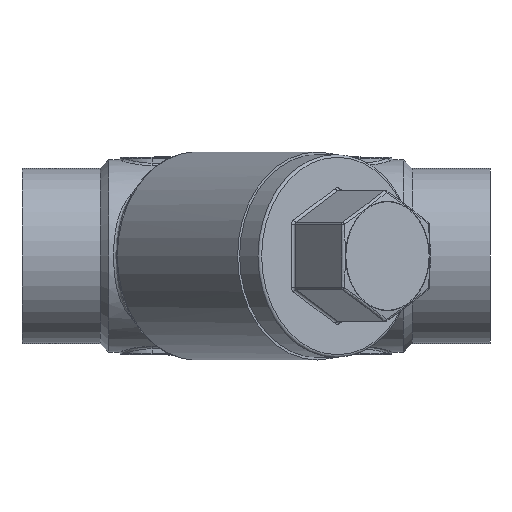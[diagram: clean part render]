
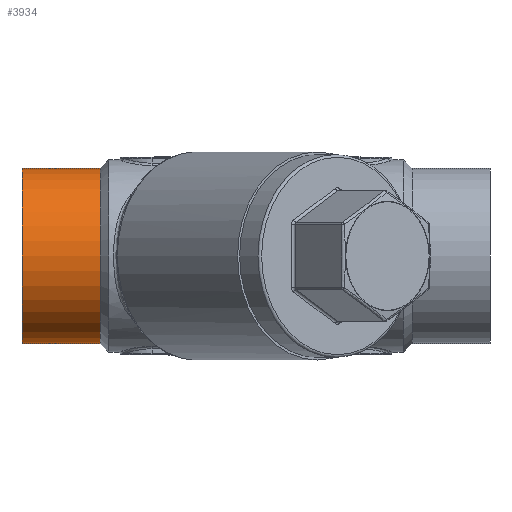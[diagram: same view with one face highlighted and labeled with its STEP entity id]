
A CAD part, front view. The second image highlights one B-rep face of the part: STEP entity #3934.
In plain terms, the highlighted cylindrical face has radius 16.85 mm (diameter 33.7 mm), a full revolution.
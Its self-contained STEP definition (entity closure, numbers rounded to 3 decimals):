
#241 = CIRCLE ( 'NONE', #8289, 16.85 ) ;
#486 = CARTESIAN_POINT ( 'NONE',  ( 15., 0., 0. ) ) ;
#1402 = FACE_OUTER_BOUND ( 'NONE', #23549, .T. ) ;
#3798 = EDGE_CURVE ( 'NONE', #5008, #5008, #241, .T. ) ;
#3934 = ADVANCED_FACE ( 'NONE', ( #25007, #1402 ), #12784, .T. ) ;
#4632 = ORIENTED_EDGE ( 'NONE', *, *, #3798, .T. ) ;
#4718 = AXIS2_PLACEMENT_3D ( 'NONE', #10741, #6137, #10578 ) ;
#5008 = VERTEX_POINT ( 'NONE', #16600 ) ;
#6137 = DIRECTION ( 'NONE',  ( -1., 0., 0. ) ) ;
#7592 = ORIENTED_EDGE ( 'NONE', *, *, #19253, .F. ) ;
#8289 = AXIS2_PLACEMENT_3D ( 'NONE', #486, #12474, #14868 ) ;
#10578 = DIRECTION ( 'NONE',  ( 0., 0., 1. ) ) ;
#10741 = CARTESIAN_POINT ( 'NONE',  ( -24.095, 0., 0. ) ) ;
#12474 = DIRECTION ( 'NONE',  ( -1., 0., 0. ) ) ;
#12784 = CYLINDRICAL_SURFACE ( 'NONE', #4718, 16.85 ) ;
#14751 = DIRECTION ( 'NONE',  ( -1., 0., 0. ) ) ;
#14868 = DIRECTION ( 'NONE',  ( 0., 0., 1. ) ) ;
#16600 = CARTESIAN_POINT ( 'NONE',  ( 15., 0., 16.85 ) ) ;
#17442 = CARTESIAN_POINT ( 'NONE',  ( 0., 0., 0. ) ) ;
#19253 = EDGE_CURVE ( 'NONE', #19293, #19293, #30355, .T. ) ;
#19293 = VERTEX_POINT ( 'NONE', #24513 ) ;
#21739 = AXIS2_PLACEMENT_3D ( 'NONE', #17442, #14751, #27121 ) ;
#23549 = EDGE_LOOP ( 'NONE', ( #4632 ) ) ;
#24513 = CARTESIAN_POINT ( 'NONE',  ( 0., 0., 16.85 ) ) ;
#25007 = FACE_OUTER_BOUND ( 'NONE', #28504, .T. ) ;
#27121 = DIRECTION ( 'NONE',  ( 0., 0., 1. ) ) ;
#28504 = EDGE_LOOP ( 'NONE', ( #7592 ) ) ;
#30355 = CIRCLE ( 'NONE', #21739, 16.85 ) ;
